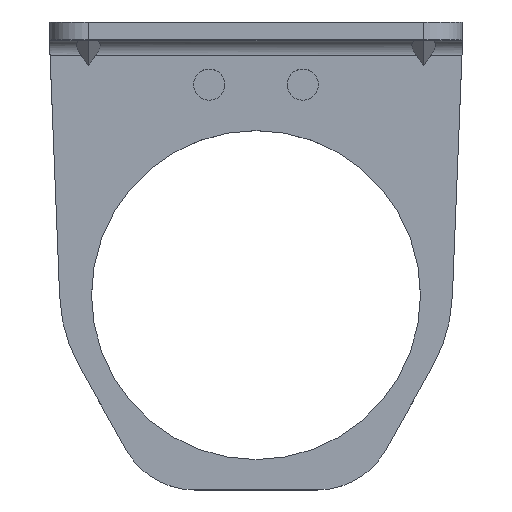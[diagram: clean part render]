
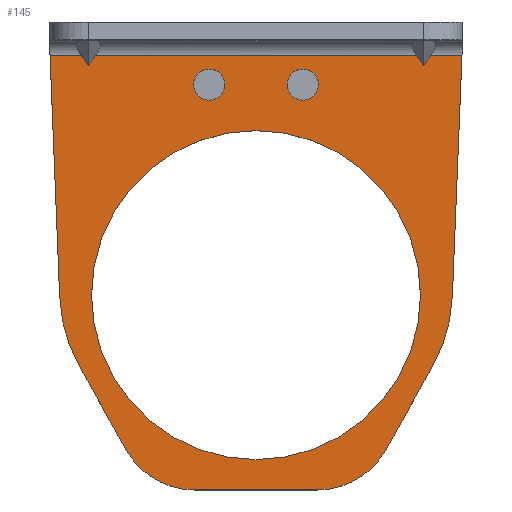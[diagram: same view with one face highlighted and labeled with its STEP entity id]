
A CAD part, top view. The second image highlights one B-rep face of the part: STEP entity #145.
In plain terms, the highlighted planar face has unit normal (0, 0, 1).
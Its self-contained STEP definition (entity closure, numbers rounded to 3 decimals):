
#145 = ADVANCED_FACE( '', ( #312, #313, #314, #315 ), #316, .F. );
#312 = FACE_OUTER_BOUND( '', #495, .T. );
#313 = FACE_BOUND( '', #496, .T. );
#314 = FACE_BOUND( '', #497, .T. );
#315 = FACE_BOUND( '', #498, .T. );
#316 = PLANE( '', #499 );
#495 = EDGE_LOOP( '', ( #859, #860, #861, #862, #863, #864, #865, #866, #867, #868, #869, #870, #871, #872, #873, #874 ) );
#496 = EDGE_LOOP( '', ( #875 ) );
#497 = EDGE_LOOP( '', ( #876 ) );
#498 = EDGE_LOOP( '', ( #877 ) );
#499 = AXIS2_PLACEMENT_3D( '', #878, #879, #880 );
#859 = ORIENTED_EDGE( '', *, *, #1179, .T. );
#860 = ORIENTED_EDGE( '', *, *, #1099, .T. );
#861 = ORIENTED_EDGE( '', *, *, #1057, .T. );
#862 = ORIENTED_EDGE( '', *, *, #1102, .T. );
#863 = ORIENTED_EDGE( '', *, *, #1035, .T. );
#864 = ORIENTED_EDGE( '', *, *, #1112, .T. );
#865 = ORIENTED_EDGE( '', *, *, #1066, .F. );
#866 = ORIENTED_EDGE( '', *, *, #1047, .T. );
#867 = ORIENTED_EDGE( '', *, *, #1174, .F. );
#868 = ORIENTED_EDGE( '', *, *, #1181, .T. );
#869 = ORIENTED_EDGE( '', *, *, #1182, .F. );
#870 = ORIENTED_EDGE( '', *, *, #1052, .T. );
#871 = ORIENTED_EDGE( '', *, *, #1152, .F. );
#872 = ORIENTED_EDGE( '', *, *, #1121, .T. );
#873 = ORIENTED_EDGE( '', *, *, #1165, .F. );
#874 = ORIENTED_EDGE( '', *, *, #1183, .T. );
#875 = ORIENTED_EDGE( '', *, *, #1184, .T. );
#876 = ORIENTED_EDGE( '', *, *, #1169, .T. );
#877 = ORIENTED_EDGE( '', *, *, #1118, .T. );
#878 = CARTESIAN_POINT( '', ( 0., 0., 2.3 ) );
#879 = DIRECTION( '', ( 0., 0., -1. ) );
#880 = DIRECTION( '', ( 0., -1., 0. ) );
#1035 = EDGE_CURVE( '', #1215, #1220, #1222, .T. );
#1047 = EDGE_CURVE( '', #1242, #1243, #1244, .T. );
#1052 = EDGE_CURVE( '', #1251, #1252, #1253, .T. );
#1057 = EDGE_CURVE( '', #1260, #1261, #1262, .T. );
#1066 = EDGE_CURVE( '', #1242, #1276, #1277, .T. );
#1099 = EDGE_CURVE( '', #1329, #1260, #1333, .T. );
#1102 = EDGE_CURVE( '', #1261, #1215, #1336, .T. );
#1112 = EDGE_CURVE( '', #1220, #1276, #1350, .T. );
#1118 = EDGE_CURVE( '', #1357, #1357, #1358, .T. );
#1121 = EDGE_CURVE( '', #1362, #1363, #1364, .T. );
#1152 = EDGE_CURVE( '', #1362, #1252, #1411, .T. );
#1165 = EDGE_CURVE( '', #1428, #1363, #1429, .T. );
#1169 = EDGE_CURVE( '', #1434, #1434, #1435, .T. );
#1174 = EDGE_CURVE( '', #1441, #1243, #1442, .T. );
#1179 = EDGE_CURVE( '', #1446, #1329, #1449, .T. );
#1181 = EDGE_CURVE( '', #1441, #1451, #1452, .T. );
#1182 = EDGE_CURVE( '', #1251, #1451, #1453, .T. );
#1183 = EDGE_CURVE( '', #1428, #1446, #1454, .T. );
#1184 = EDGE_CURVE( '', #1455, #1455, #1456, .T. );
#1215 = VERTEX_POINT( '', #1488 );
#1220 = VERTEX_POINT( '', #1495 );
#1222 = LINE( '', #1497, #1498 );
#1242 = VERTEX_POINT( '', #1524 );
#1243 = VERTEX_POINT( '', #1525 );
#1244 = CIRCLE( '', #1526, 20. );
#1251 = VERTEX_POINT( '', #1535 );
#1252 = VERTEX_POINT( '', #1536 );
#1253 = CIRCLE( '', #1537, 10. );
#1260 = VERTEX_POINT( '', #1546 );
#1261 = VERTEX_POINT( '', #1547 );
#1262 = LINE( '', #1548, #1549 );
#1276 = VERTEX_POINT( '', #1565 );
#1277 = LINE( '', #1566, #1567 );
#1329 = VERTEX_POINT( '', #1637 );
#1333 = LINE( '', #1643, #1644 );
#1336 = LINE( '', #1648, #1649 );
#1350 = LINE( '', #1666, #1667 );
#1357 = VERTEX_POINT( '', #1676 );
#1358 = CIRCLE( '', #1677, 21.1 );
#1362 = VERTEX_POINT( '', #1681 );
#1363 = VERTEX_POINT( '', #1682 );
#1364 = CIRCLE( '', #1683, 20. );
#1411 = LINE( '', #1747, #1748 );
#1428 = VERTEX_POINT( '', #1771 );
#1429 = LINE( '', #1772, #1773 );
#1434 = VERTEX_POINT( '', #1778 );
#1435 = CIRCLE( '', #1779, 2. );
#1441 = VERTEX_POINT( '', #1786 );
#1442 = LINE( '', #1787, #1788 );
#1446 = VERTEX_POINT( '', #1793 );
#1449 = LINE( '', #1797, #1798 );
#1451 = VERTEX_POINT( '', #1800 );
#1452 = CIRCLE( '', #1801, 10. );
#1453 = LINE( '', #1802, #1803 );
#1454 = LINE( '', #1804, #1805 );
#1455 = VERTEX_POINT( '', #1806 );
#1456 = CIRCLE( '', #1807, 2. );
#1488 = CARTESIAN_POINT( '', ( -21.5, -5.593, 2.3 ) );
#1495 = CARTESIAN_POINT( '', ( -22.414, -4.3, 2.3 ) );
#1497 = CARTESIAN_POINT( '', ( -16.97, -11.999, 2.3 ) );
#1498 = VECTOR( '', #1851, 1000. );
#1524 = CARTESIAN_POINT( '', ( -25.191, -35.188, 2.3 ) );
#1525 = CARTESIAN_POINT( '', ( -22.639, -44.198, 2.3 ) );
#1526 = AXIS2_PLACEMENT_3D( '', #1864, #1865, #1866 );
#1535 = CARTESIAN_POINT( '', ( 7.902, -60., 2.3 ) );
#1536 = CARTESIAN_POINT( '', ( 16.617, -54.903, 2.3 ) );
#1537 = AXIS2_PLACEMENT_3D( '', #1872, #1873, #1874 );
#1546 = CARTESIAN_POINT( '', ( 20.586, -4.3, 2.3 ) );
#1547 = CARTESIAN_POINT( '', ( -20.586, -4.3, 2.3 ) );
#1548 = CARTESIAN_POINT( '', ( 0., -4.3, 2.3 ) );
#1549 = VECTOR( '', #1880, 1000. );
#1565 = CARTESIAN_POINT( '', ( -26.42, -4.3, 2.3 ) );
#1566 = CARTESIAN_POINT( '', ( -25., -40., 2.3 ) );
#1567 = VECTOR( '', #1895, 1000. );
#1637 = CARTESIAN_POINT( '', ( 21.5, -5.593, 2.3 ) );
#1643 = CARTESIAN_POINT( '', ( 11.697, 8.271, 2.3 ) );
#1644 = VECTOR( '', #1940, 1000. );
#1648 = CARTESIAN_POINT( '', ( -11.697, 8.271, 2.3 ) );
#1649 = VECTOR( '', #1942, 1000. );
#1666 = CARTESIAN_POINT( '', ( 0., -4.3, 2.3 ) );
#1667 = VECTOR( '', #1952, 1000. );
#1676 = CARTESIAN_POINT( '', ( 21.1, -35., 2.3 ) );
#1677 = AXIS2_PLACEMENT_3D( '', #1958, #1959, #1960 );
#1681 = CARTESIAN_POINT( '', ( 22.639, -44.198, 2.3 ) );
#1682 = CARTESIAN_POINT( '', ( 25.191, -35.188, 2.3 ) );
#1683 = AXIS2_PLACEMENT_3D( '', #1964, #1965, #1966 );
#1747 = CARTESIAN_POINT( '', ( 25., -40., 2.3 ) );
#1748 = VECTOR( '', #2005, 1000. );
#1771 = CARTESIAN_POINT( '', ( 26.42, -4.3, 2.3 ) );
#1772 = CARTESIAN_POINT( '', ( 26.5, -2.3, 2.3 ) );
#1773 = VECTOR( '', #2018, 1000. );
#1778 = CARTESIAN_POINT( '', ( -6., -10., 2.3 ) );
#1779 = AXIS2_PLACEMENT_3D( '', #2025, #2026, #2027 );
#1786 = CARTESIAN_POINT( '', ( -16.617, -54.903, 2.3 ) );
#1787 = CARTESIAN_POINT( '', ( -13.75, -60., 2.3 ) );
#1788 = VECTOR( '', #2032, 1000. );
#1793 = CARTESIAN_POINT( '', ( 22.414, -4.3, 2.3 ) );
#1797 = CARTESIAN_POINT( '', ( 16.97, -11.999, 2.3 ) );
#1798 = VECTOR( '', #2038, 1000. );
#1800 = CARTESIAN_POINT( '', ( -7.902, -60., 2.3 ) );
#1801 = AXIS2_PLACEMENT_3D( '', #2039, #2040, #2041 );
#1802 = CARTESIAN_POINT( '', ( 13.75, -60., 2.3 ) );
#1803 = VECTOR( '', #2042, 1000. );
#1804 = CARTESIAN_POINT( '', ( 0., -4.3, 2.3 ) );
#1805 = VECTOR( '', #2043, 1000. );
#1806 = CARTESIAN_POINT( '', ( 6., -10., 2.3 ) );
#1807 = AXIS2_PLACEMENT_3D( '', #2044, #2045, #2046 );
#1851 = DIRECTION( '', ( -0.577, 0.816, 0. ) );
#1864 = CARTESIAN_POINT( '', ( -5.207, -34.392, 2.3 ) );
#1865 = DIRECTION( '', ( 0., 0., 1. ) );
#1866 = DIRECTION( '', ( -1., 0., 0. ) );
#1872 = CARTESIAN_POINT( '', ( 7.902, -50., 2.3 ) );
#1873 = DIRECTION( '', ( 0., 0., 1. ) );
#1874 = DIRECTION( '', ( -1., 0., 0. ) );
#1880 = DIRECTION( '', ( -1., 0., 0. ) );
#1895 = DIRECTION( '', ( -0.04, 0.999, 0. ) );
#1940 = DIRECTION( '', ( -0.577, 0.816, 0. ) );
#1942 = DIRECTION( '', ( -0.577, -0.816, 0. ) );
#1952 = DIRECTION( '', ( -1., 0., 0. ) );
#1958 = CARTESIAN_POINT( '', ( 0., -35., 2.3 ) );
#1959 = DIRECTION( '', ( 0., 0., -1. ) );
#1960 = DIRECTION( '', ( 1., 0., 0. ) );
#1964 = CARTESIAN_POINT( '', ( 5.207, -34.392, 2.3 ) );
#1965 = DIRECTION( '', ( 0., 0., 1. ) );
#1966 = DIRECTION( '', ( -1., 0., 0. ) );
#2005 = DIRECTION( '', ( -0.49, -0.872, 0. ) );
#2018 = DIRECTION( '', ( -0.04, -0.999, 0. ) );
#2025 = CARTESIAN_POINT( '', ( -6., -8., 2.3 ) );
#2026 = DIRECTION( '', ( 0., 0., -1. ) );
#2027 = DIRECTION( '', ( 0., -1., 0. ) );
#2032 = DIRECTION( '', ( -0.49, 0.872, 0. ) );
#2038 = DIRECTION( '', ( -0.577, -0.816, 0. ) );
#2039 = CARTESIAN_POINT( '', ( -7.902, -50., 2.3 ) );
#2040 = DIRECTION( '', ( 0., 0., 1. ) );
#2041 = DIRECTION( '', ( -1., 0., 0. ) );
#2042 = DIRECTION( '', ( -1., 0., 0. ) );
#2043 = DIRECTION( '', ( -1., 0., 0. ) );
#2044 = CARTESIAN_POINT( '', ( 6., -8., 2.3 ) );
#2045 = DIRECTION( '', ( 0., 0., -1. ) );
#2046 = DIRECTION( '', ( 0., -1., 0. ) );
